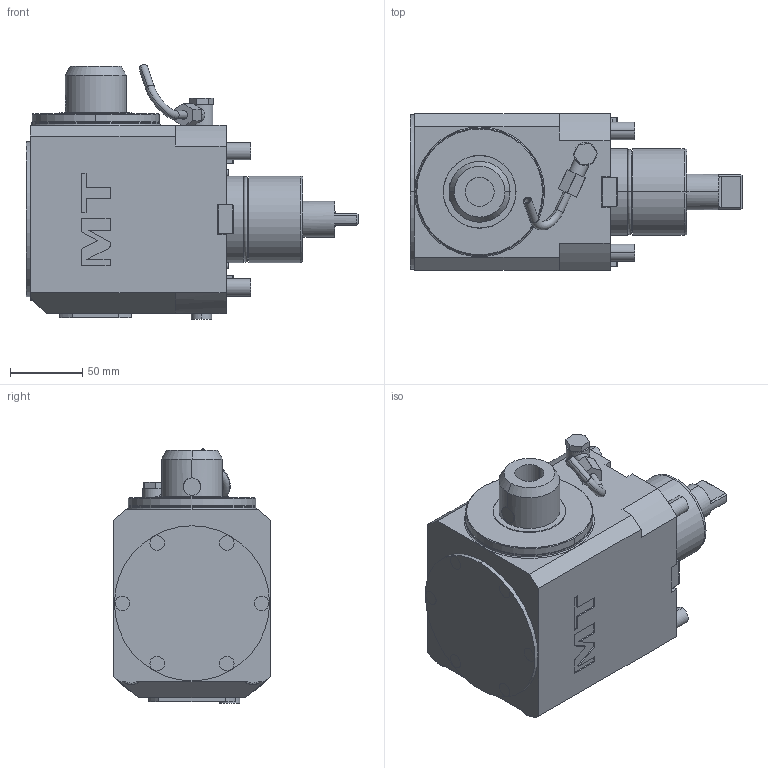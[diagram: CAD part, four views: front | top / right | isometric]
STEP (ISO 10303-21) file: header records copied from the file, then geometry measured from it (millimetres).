
FILE_DESCRIPTION((''),'2;1');
FILE_NAME('GDW0180120_CONF','2024-12-17T17:47:37',('fpalella'),('M.T. srl'),'CREO PARAMETRIC BY PTC INC, 2023352','CREO PARAMETRIC BY PTC INC, 2023352','');
FILE_SCHEMA(('CONFIG_CONTROL_DESIGN'));
Length unit declared in the file: millimetre
Products named in the file (1): GDW0180120_CONF
Bounding box: 229.05 x 108 x 175.73 mm (x, y, z)
Volume: 2130638 mm3; surface area: 129195.3 mm2
Topology: 1 solids, 1 shells, 362 faces, 903 edges, 572 vertices
Faces by surface type: plane 223, cylinder 113, torus 14, cone 8, extrusion 4
Entity records: 11186 total; most frequent: CARTESIAN_POINT 2320, DIRECTION 1858, ORIENTED_EDGE 1806, EDGE_CURVE 903, AXIS2_PLACEMENT_3D 626, VECTOR 606, LINE 602, VERTEX_POINT 572
